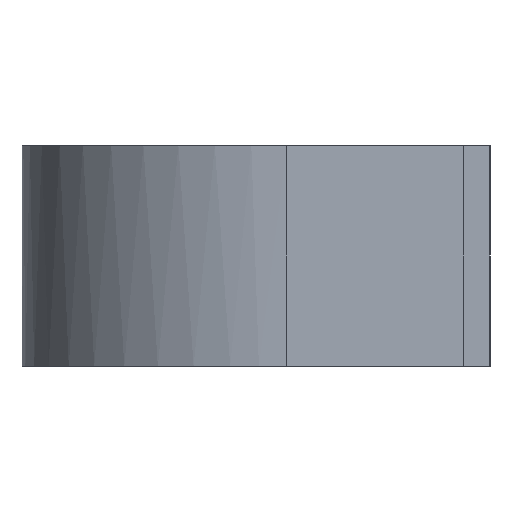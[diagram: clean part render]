
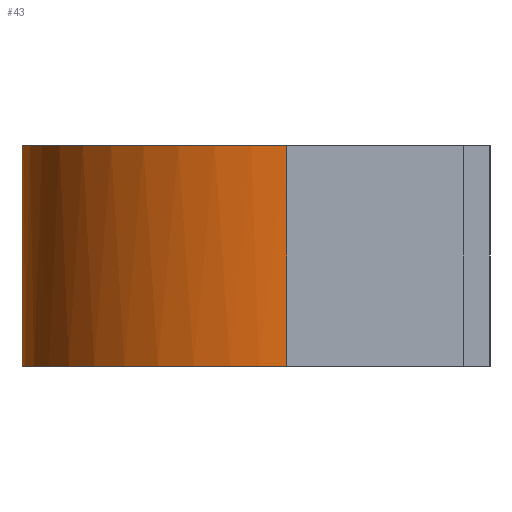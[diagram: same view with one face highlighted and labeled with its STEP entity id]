
A CAD part, left-side view. The second image highlights one B-rep face of the part: STEP entity #43.
In plain terms, the highlighted free-form (B-spline) face has degree [2, 1] with [9, 2] control points.
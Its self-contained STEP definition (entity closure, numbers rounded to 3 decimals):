
#43=ADVANCED_FACE('',(#69),#446,.T.);
#69=FACE_OUTER_BOUND('',#99,.T.);
#99=EDGE_LOOP('',(#237,#238,#239,#240));
#237=ORIENTED_EDGE('',*,*,#313,.T.);
#238=ORIENTED_EDGE('',*,*,#283,.T.);
#239=ORIENTED_EDGE('',*,*,#314,.T.);
#240=ORIENTED_EDGE('',*,*,#289,.F.);
#283=EDGE_CURVE('',#432,#433,#364,.T.);
#289=EDGE_CURVE('',#435,#436,#370,.T.);
#313=EDGE_CURVE('',#435,#432,#335,.T.);
#314=EDGE_CURVE('',#433,#436,#336,.T.);
#335=(
BOUNDED_CURVE()
B_SPLINE_CURVE(2,(#931,#932,#933,#934,#935),.UNSPECIFIED.,.F.,.F.)
B_SPLINE_CURVE_WITH_KNOTS((3,2,3),(0.,47.124,94.248),
 .UNSPECIFIED.)
CURVE()
GEOMETRIC_REPRESENTATION_ITEM()
RATIONAL_B_SPLINE_CURVE((1.,0.707,1.,0.707,1.))
REPRESENTATION_ITEM('')
);
#336=(
BOUNDED_CURVE()
B_SPLINE_CURVE(2,(#936,#937,#938,#939,#940),.UNSPECIFIED.,.F.,.F.)
B_SPLINE_CURVE_WITH_KNOTS((3,2,3),(-94.248,-47.124,
0.),.UNSPECIFIED.)
CURVE()
GEOMETRIC_REPRESENTATION_ITEM()
RATIONAL_B_SPLINE_CURVE((1.,0.707,1.,0.707,1.))
REPRESENTATION_ITEM('')
);
#364=B_SPLINE_CURVE_WITH_KNOTS('',1,(#858,#859),.UNSPECIFIED.,.F.,.F.,(2,
2),(0.,25.),.UNSPECIFIED.);
#370=B_SPLINE_CURVE_WITH_KNOTS('',1,(#872,#873),.UNSPECIFIED.,.F.,.F.,(2,
2),(0.,25.),.UNSPECIFIED.);
#432=VERTEX_POINT('',#760);
#433=VERTEX_POINT('',#761);
#435=VERTEX_POINT('',#763);
#436=VERTEX_POINT('',#764);
#446=(
BOUNDED_SURFACE()
B_SPLINE_SURFACE(2,1,((#698,#699),(#700,#701),(#702,#703),(#704,#705),(#706,
#707),(#708,#709),(#710,#711),(#712,#713),(#714,#715)),.UNSPECIFIED.,.T.,
 .F.,.F.)
B_SPLINE_SURFACE_WITH_KNOTS((3,2,2,2,3),(2,2),(0.,47.124,94.248,
141.372,188.496),(0.,30.002),.UNSPECIFIED.)
GEOMETRIC_REPRESENTATION_ITEM()
RATIONAL_B_SPLINE_SURFACE(((1.,1.),(0.707,0.707),
(1.,1.),(0.707,0.707),(1.,1.),(0.707,
0.707),(1.,1.),(0.707,0.707),(1.,1.)))
REPRESENTATION_ITEM('')
SURFACE()
);
#698=CARTESIAN_POINT('',(0.,-7.,-2.501));
#699=CARTESIAN_POINT('',(0.,-7.,27.501));
#700=CARTESIAN_POINT('',(30.,-7.,-2.501));
#701=CARTESIAN_POINT('',(30.,-7.,27.501));
#702=CARTESIAN_POINT('',(30.,23.,-2.501));
#703=CARTESIAN_POINT('',(30.,23.,27.501));
#704=CARTESIAN_POINT('',(30.,53.,-2.501));
#705=CARTESIAN_POINT('',(30.,53.,27.501));
#706=CARTESIAN_POINT('',(0.,53.,-2.501));
#707=CARTESIAN_POINT('',(0.,53.,27.501));
#708=CARTESIAN_POINT('',(-30.,53.,-2.501));
#709=CARTESIAN_POINT('',(-30.,53.,27.501));
#710=CARTESIAN_POINT('',(-30.,23.,-2.501));
#711=CARTESIAN_POINT('',(-30.,23.,27.501));
#712=CARTESIAN_POINT('',(-30.,-7.,-2.501));
#713=CARTESIAN_POINT('',(-30.,-7.,27.501));
#714=CARTESIAN_POINT('',(0.,-7.,-2.501));
#715=CARTESIAN_POINT('',(0.,-7.,27.501));
#760=CARTESIAN_POINT('',(-30.,23.,0.));
#761=CARTESIAN_POINT('',(-30.,23.,25.));
#763=CARTESIAN_POINT('',(30.,23.,0.));
#764=CARTESIAN_POINT('',(30.,23.,25.));
#858=CARTESIAN_POINT('',(-30.,23.,0.));
#859=CARTESIAN_POINT('',(-30.,23.,25.));
#872=CARTESIAN_POINT('',(30.,23.,0.));
#873=CARTESIAN_POINT('',(30.,23.,25.));
#931=CARTESIAN_POINT('',(30.,23.,0.));
#932=CARTESIAN_POINT('',(30.,53.,0.));
#933=CARTESIAN_POINT('',(0.,53.,0.));
#934=CARTESIAN_POINT('',(-30.,53.,0.));
#935=CARTESIAN_POINT('',(-30.,23.,0.));
#936=CARTESIAN_POINT('',(-30.,23.,25.));
#937=CARTESIAN_POINT('',(-30.,53.,25.));
#938=CARTESIAN_POINT('',(0.,53.,25.));
#939=CARTESIAN_POINT('',(30.,53.,25.));
#940=CARTESIAN_POINT('',(30.,23.,25.));
